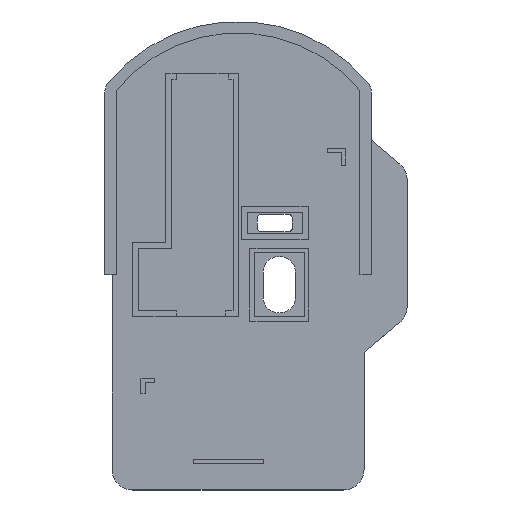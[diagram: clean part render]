
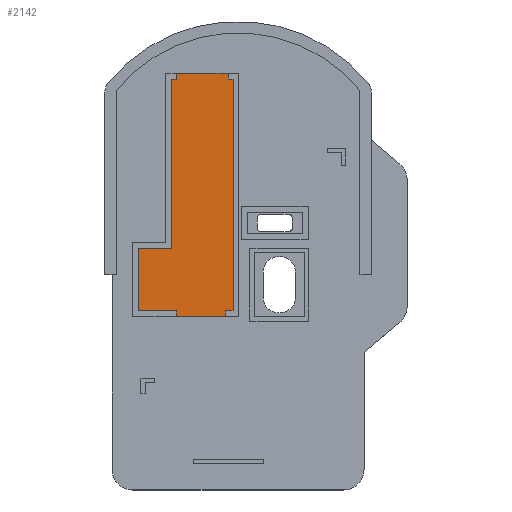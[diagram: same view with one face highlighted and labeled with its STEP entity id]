
A CAD part, top view. The second image highlights one B-rep face of the part: STEP entity #2142.
In plain terms, the highlighted planar face has unit normal (0, 0, 1).
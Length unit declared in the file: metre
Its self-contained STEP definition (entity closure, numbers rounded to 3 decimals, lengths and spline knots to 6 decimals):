
#45=LINE('',#2925,#312);
#48=LINE('',#2931,#315);
#227=LINE('',#3343,#494);
#231=LINE('',#3352,#498);
#244=LINE('',#3377,#511);
#247=LINE('',#3383,#514);
#250=LINE('',#3389,#517);
#253=LINE('',#3395,#520);
#256=LINE('',#3401,#523);
#258=LINE('',#3405,#525);
#262=LINE('',#3414,#529);
#265=LINE('',#3420,#532);
#274=LINE('',#3437,#541);
#277=LINE('',#3443,#544);
#312=VECTOR('',#2352,1.);
#315=VECTOR('',#2357,1.);
#494=VECTOR('',#2738,1.);
#498=VECTOR('',#2744,1.);
#511=VECTOR('',#2769,1.);
#514=VECTOR('',#2774,1.);
#517=VECTOR('',#2779,1.);
#520=VECTOR('',#2784,1.);
#523=VECTOR('',#2789,1.);
#525=VECTOR('',#2795,1.);
#529=VECTOR('',#2801,1.);
#532=VECTOR('',#2806,1.);
#541=VECTOR('',#2823,1.);
#544=VECTOR('',#2828,1.);
#1086=ORIENTED_EDGE('',*,*,#1185,.F.);
#1087=ORIENTED_EDGE('',*,*,#1429,.T.);
#1088=ORIENTED_EDGE('',*,*,#1426,.F.);
#1089=ORIENTED_EDGE('',*,*,#1422,.T.);
#1090=ORIENTED_EDGE('',*,*,#1441,.T.);
#1091=ORIENTED_EDGE('',*,*,#1438,.F.);
#1092=ORIENTED_EDGE('',*,*,#1188,.T.);
#1093=ORIENTED_EDGE('',*,*,#1395,.F.);
#1094=ORIENTED_EDGE('',*,*,#1391,.T.);
#1095=ORIENTED_EDGE('',*,*,#1420,.T.);
#1096=ORIENTED_EDGE('',*,*,#1417,.T.);
#1097=ORIENTED_EDGE('',*,*,#1414,.F.);
#1098=ORIENTED_EDGE('',*,*,#1411,.F.);
#1099=ORIENTED_EDGE('',*,*,#1408,.T.);
#1185=EDGE_CURVE('',#1484,#1485,#45,.T.);
#1188=EDGE_CURVE('',#1487,#1488,#48,.T.);
#1391=EDGE_CURVE('',#1619,#1620,#227,.T.);
#1395=EDGE_CURVE('',#1619,#1488,#231,.T.);
#1408=EDGE_CURVE('',#1629,#1485,#244,.T.);
#1411=EDGE_CURVE('',#1629,#1631,#247,.T.);
#1414=EDGE_CURVE('',#1631,#1633,#250,.T.);
#1417=EDGE_CURVE('',#1635,#1633,#253,.T.);
#1420=EDGE_CURVE('',#1620,#1635,#256,.T.);
#1422=EDGE_CURVE('',#1637,#1638,#258,.T.);
#1426=EDGE_CURVE('',#1637,#1641,#262,.T.);
#1429=EDGE_CURVE('',#1484,#1641,#265,.T.);
#1438=EDGE_CURVE('',#1487,#1647,#274,.T.);
#1441=EDGE_CURVE('',#1638,#1647,#277,.T.);
#1484=VERTEX_POINT('',#2924);
#1485=VERTEX_POINT('',#2926);
#1487=VERTEX_POINT('',#2932);
#1488=VERTEX_POINT('',#2933);
#1619=VERTEX_POINT('',#3344);
#1620=VERTEX_POINT('',#3345);
#1629=VERTEX_POINT('',#3378);
#1631=VERTEX_POINT('',#3384);
#1633=VERTEX_POINT('',#3390);
#1635=VERTEX_POINT('',#3396);
#1637=VERTEX_POINT('',#3406);
#1638=VERTEX_POINT('',#3407);
#1641=VERTEX_POINT('',#3415);
#1647=VERTEX_POINT('',#3438);
#1803=EDGE_LOOP('',(#1086,#1087,#1088,#1089,#1090,#1091,#1092,#1093,#1094,
#1095,#1096,#1097,#1098,#1099));
#1930=FACE_BOUND('',#1803,.T.);
#2029=PLANE('',#2300);
#2142=ADVANCED_FACE('',(#1930),#2029,.T.);
#2300=AXIS2_PLACEMENT_3D('',#3446,#2832,#2833);
#2352=DIRECTION('',(-1.,0.,0.));
#2357=DIRECTION('',(-1.,0.,0.));
#2738=DIRECTION('',(-1.,0.,0.));
#2744=DIRECTION('',(0.,1.,0.));
#2769=DIRECTION('',(0.,-1.,0.));
#2774=DIRECTION('',(-1.,0.,0.));
#2779=DIRECTION('',(0.,1.,0.));
#2784=DIRECTION('',(-1.,0.,0.));
#2789=DIRECTION('',(0.,-1.,0.));
#2795=DIRECTION('',(0.,1.,0.));
#2801=DIRECTION('',(-1.,0.,0.));
#2806=DIRECTION('',(0.,1.,0.));
#2823=DIRECTION('',(0.,-1.,0.));
#2828=DIRECTION('',(-1.,0.,0.));
#2832=DIRECTION('',(0.,0.,1.));
#2833=DIRECTION('',(1.,0.,0.));
#2924=CARTESIAN_POINT('',(-0.003006,-0.001079,0.001));
#2925=CARTESIAN_POINT('',(-0.020616,-0.001079,0.001));
#2926=CARTESIAN_POINT('',(-0.014777,-0.001079,0.001));
#2931=CARTESIAN_POINT('',(-0.0086,0.05721,0.001));
#2932=CARTESIAN_POINT('',(-0.002367,0.05721,0.001));
#2933=CARTESIAN_POINT('',(-0.014833,0.05721,0.001));
#3343=CARTESIAN_POINT('',(-0.015417,0.055851,0.001));
#3344=CARTESIAN_POINT('',(-0.014833,0.055851,0.001));
#3345=CARTESIAN_POINT('',(-0.016,0.055851,0.001));
#3352=CARTESIAN_POINT('',(-0.014833,0.056531,0.001));
#3377=CARTESIAN_POINT('',(-0.014777,-0.0004,0.001));
#3378=CARTESIAN_POINT('',(-0.014777,0.00028,0.001));
#3383=CARTESIAN_POINT('',(-0.018314,0.00028,0.001));
#3384=CARTESIAN_POINT('',(-0.02395,0.00028,0.001));
#3389=CARTESIAN_POINT('',(-0.02395,0.00778,0.001));
#3390=CARTESIAN_POINT('',(-0.02395,0.01528,0.001));
#3395=CARTESIAN_POINT('',(-0.018926,0.01528,0.001));
#3396=CARTESIAN_POINT('',(-0.016,0.01528,0.001));
#3401=CARTESIAN_POINT('',(-0.016,0.050834,0.001));
#3405=CARTESIAN_POINT('',(-0.0012,0.0451,0.001));
#3406=CARTESIAN_POINT('',(-0.0012,0.00028,0.001));
#3407=CARTESIAN_POINT('',(-0.0012,0.055851,0.001));
#3414=CARTESIAN_POINT('',(-0.002103,0.00028,0.001));
#3415=CARTESIAN_POINT('',(-0.003006,0.00028,0.001));
#3420=CARTESIAN_POINT('',(-0.003006,-0.0004,0.001));
#3437=CARTESIAN_POINT('',(-0.002367,0.056531,0.001));
#3438=CARTESIAN_POINT('',(-0.002367,0.055851,0.001));
#3443=CARTESIAN_POINT('',(-0.001784,0.055851,0.001));
#3446=CARTESIAN_POINT('',(0.004301,0.013496,0.001));
